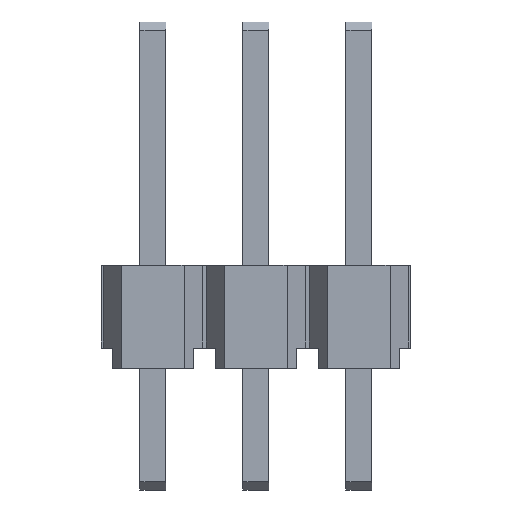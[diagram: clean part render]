
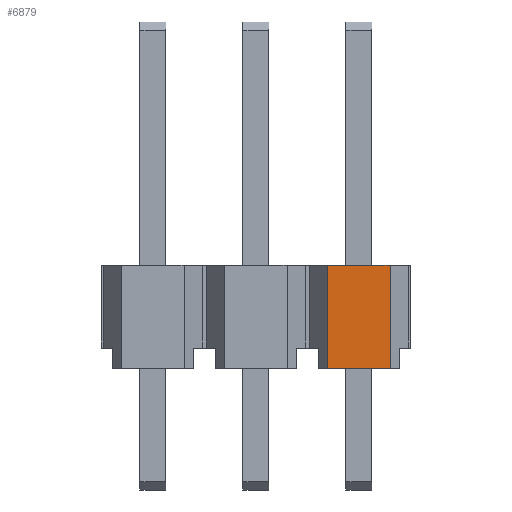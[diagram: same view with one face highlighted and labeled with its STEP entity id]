
A CAD part, front view. The second image highlights one B-rep face of the part: STEP entity #6879.
In plain terms, the highlighted planar face has unit normal (0, -1, 0).
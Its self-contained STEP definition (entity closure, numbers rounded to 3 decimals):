
#408=FACE_OUTER_BOUND('',#795,.T.);
#795=EDGE_LOOP('',(#4652,#4653,#4654,#4655));
#1354=LINE('',#9975,#2122);
#1358=LINE('',#9985,#2126);
#1359=LINE('',#9986,#2127);
#1360=LINE('',#9987,#2128);
#2122=VECTOR('',#7890,1.);
#2126=VECTOR('',#7898,1.);
#2127=VECTOR('',#7899,1.);
#2128=VECTOR('',#7900,1.);
#2971=VERTEX_POINT('',#9969);
#2973=VERTEX_POINT('',#9973);
#2976=VERTEX_POINT('',#9983);
#2977=VERTEX_POINT('',#9984);
#3644=EDGE_CURVE('',#2971,#2973,#1354,.T.);
#3648=EDGE_CURVE('',#2976,#2977,#1358,.T.);
#3649=EDGE_CURVE('',#2971,#2976,#1359,.T.);
#3650=EDGE_CURVE('',#2973,#2977,#1360,.T.);
#4652=ORIENTED_EDGE('',*,*,#3648,.F.);
#4653=ORIENTED_EDGE('',*,*,#3649,.F.);
#4654=ORIENTED_EDGE('',*,*,#3644,.T.);
#4655=ORIENTED_EDGE('',*,*,#3650,.T.);
#6360=PLANE('',#7305);
#6879=ADVANCED_FACE('',(#408),#6360,.F.);
#7305=AXIS2_PLACEMENT_3D('',#9982,#7896,#7897);
#7890=DIRECTION('',(1.,0.,0.));
#7896=DIRECTION('center_axis',(0.,1.,0.));
#7897=DIRECTION('ref_axis',(0.,0.,1.));
#7898=DIRECTION('',(1.,0.,0.));
#7899=DIRECTION('',(0.,0.,1.));
#7900=DIRECTION('',(0.,0.,1.));
#9969=CARTESIAN_POINT('',(1.77,-1.27,0.));
#9973=CARTESIAN_POINT('',(3.31,-1.27,0.));
#9975=CARTESIAN_POINT('',(-3.81,-1.27,0.));
#9982=CARTESIAN_POINT('Origin',(-3.81,-1.27,2.54));
#9983=CARTESIAN_POINT('',(1.77,-1.27,2.54));
#9984=CARTESIAN_POINT('',(3.31,-1.27,2.54));
#9985=CARTESIAN_POINT('',(-3.81,-1.27,2.54));
#9986=CARTESIAN_POINT('',(1.77,-1.27,-3.));
#9987=CARTESIAN_POINT('',(3.31,-1.27,-3.));
